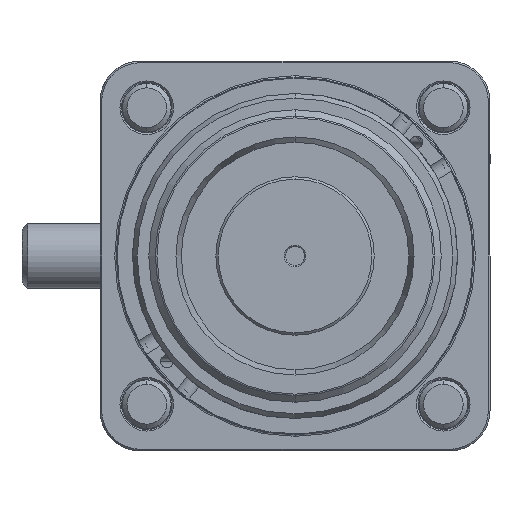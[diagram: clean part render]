
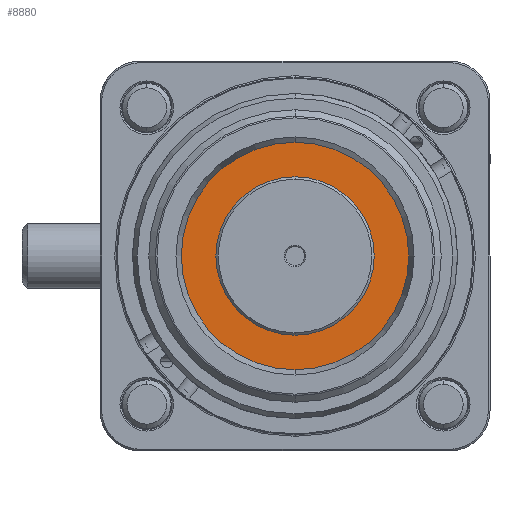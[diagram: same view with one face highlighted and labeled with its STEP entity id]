
A CAD part, front view. The second image highlights one B-rep face of the part: STEP entity #8880.
In plain terms, the highlighted planar face has unit normal (0, -1, 0).
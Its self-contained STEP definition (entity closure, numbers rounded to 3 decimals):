
#789 = DIRECTION ( 'NONE',  ( 0., -1., 0. ) ) ;
#801 = CARTESIAN_POINT ( 'NONE',  ( 0., -33.143, 0. ) ) ;
#885 = CARTESIAN_POINT ( 'NONE',  ( 0., -33.143, 0. ) ) ;
#1224 = CARTESIAN_POINT ( 'NONE',  ( 0., -33.143, -14. ) ) ;
#1639 = AXIS2_PLACEMENT_3D ( 'NONE', #29625, #23410, #18960 ) ;
#1691 = EDGE_CURVE ( 'NONE', #4651, #15146, #9244, .T. ) ;
#2297 = ORIENTED_EDGE ( 'NONE', *, *, #24436, .F. ) ;
#2590 = ORIENTED_EDGE ( 'NONE', *, *, #25835, .T. ) ;
#3807 = DIRECTION ( 'NONE',  ( 0., 0., -1. ) ) ;
#4651 = VERTEX_POINT ( 'NONE', #25092 ) ;
#5394 = FACE_OUTER_BOUND ( 'NONE', #22753, .T. ) ;
#5698 = CARTESIAN_POINT ( 'NONE',  ( 0., -33.143, 0. ) ) ;
#6149 = ORIENTED_EDGE ( 'NONE', *, *, #1691, .F. ) ;
#8091 = PLANE ( 'NONE',  #14592 ) ;
#8215 = AXIS2_PLACEMENT_3D ( 'NONE', #15008, #8510, #12778 ) ;
#8510 = DIRECTION ( 'NONE',  ( 0., -1., 0. ) ) ;
#8880 = ADVANCED_FACE ( 'NONE', ( #17923, #5394 ), #8091, .T. ) ;
#9244 = CIRCLE ( 'NONE', #8215, 9.75 ) ;
#10387 = DIRECTION ( 'NONE',  ( 0., 0., -1. ) ) ;
#10967 = EDGE_CURVE ( 'NONE', #23336, #13050, #19757, .T. ) ;
#12778 = DIRECTION ( 'NONE',  ( 0., 0., 1. ) ) ;
#13050 = VERTEX_POINT ( 'NONE', #31013 ) ;
#14592 = AXIS2_PLACEMENT_3D ( 'NONE', #801, #22524, #29996 ) ;
#15008 = CARTESIAN_POINT ( 'NONE',  ( 0., -33.143, 0. ) ) ;
#15146 = VERTEX_POINT ( 'NONE', #16658 ) ;
#16658 = CARTESIAN_POINT ( 'NONE',  ( 0., -33.143, -9.75 ) ) ;
#17851 = AXIS2_PLACEMENT_3D ( 'NONE', #885, #25593, #10387 ) ;
#17923 = FACE_BOUND ( 'NONE', #28981, .T. ) ;
#18960 = DIRECTION ( 'NONE',  ( 0., 0., 1. ) ) ;
#19757 = CIRCLE ( 'NONE', #20281, 14. ) ;
#20281 = AXIS2_PLACEMENT_3D ( 'NONE', #5698, #789, #3807 ) ;
#21144 = ORIENTED_EDGE ( 'NONE', *, *, #10967, .T. ) ;
#21393 = CIRCLE ( 'NONE', #1639, 9.75 ) ;
#22524 = DIRECTION ( 'NONE',  ( 0., -1., 0. ) ) ;
#22753 = EDGE_LOOP ( 'NONE', ( #21144, #2590 ) ) ;
#23336 = VERTEX_POINT ( 'NONE', #1224 ) ;
#23410 = DIRECTION ( 'NONE',  ( 0., -1., 0. ) ) ;
#24436 = EDGE_CURVE ( 'NONE', #15146, #4651, #21393, .T. ) ;
#24514 = CIRCLE ( 'NONE', #17851, 14. ) ;
#25092 = CARTESIAN_POINT ( 'NONE',  ( 0., -33.143, 9.75 ) ) ;
#25593 = DIRECTION ( 'NONE',  ( 0., -1., 0. ) ) ;
#25835 = EDGE_CURVE ( 'NONE', #13050, #23336, #24514, .T. ) ;
#28981 = EDGE_LOOP ( 'NONE', ( #2297, #6149 ) ) ;
#29625 = CARTESIAN_POINT ( 'NONE',  ( 0., -33.143, 0. ) ) ;
#29996 = DIRECTION ( 'NONE',  ( 0., 0., -1. ) ) ;
#31013 = CARTESIAN_POINT ( 'NONE',  ( 0., -33.143, 14. ) ) ;
